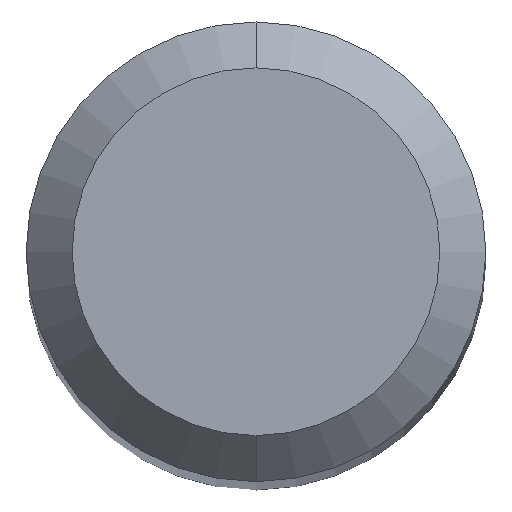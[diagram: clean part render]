
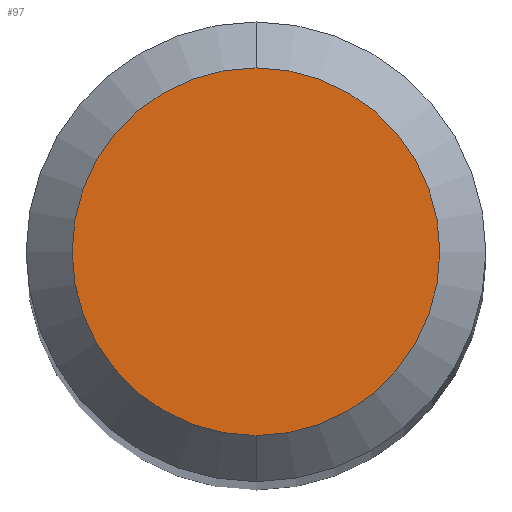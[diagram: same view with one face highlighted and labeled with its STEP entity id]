
A CAD part, top view. The second image highlights one B-rep face of the part: STEP entity #97.
In plain terms, the highlighted planar face has unit normal (0, 0, 1).
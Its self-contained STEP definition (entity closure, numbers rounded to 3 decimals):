
#97=ADVANCED_FACE('',(#259),#260,.T.);
#111=EDGE_CURVE('',#207,#225,#276,.T.);
#207=VERTEX_POINT('',#383);
#225=VERTEX_POINT('',#404);
#239=EDGE_CURVE('',#225,#207,#421,.T.);
#259=FACE_OUTER_BOUND('',#431,.T.);
#260=PLANE('',#432);
#276=CIRCLE('',#455,1.2);
#383=CARTESIAN_POINT('',(0.0,1.2,0.0));
#404=CARTESIAN_POINT('',(0.,-1.2,0.0));
#421=CIRCLE('',#640,1.2);
#431=EDGE_LOOP('',(#645,#646));
#432=AXIS2_PLACEMENT_3D('',#647,#648,#649);
#455=AXIS2_PLACEMENT_3D('',#674,#675,#676);
#640=AXIS2_PLACEMENT_3D('',#856,#857,#858);
#645=ORIENTED_EDGE('',*,*,#111,.F.);
#646=ORIENTED_EDGE('',*,*,#239,.F.);
#647=CARTESIAN_POINT('',(0.0,0.6,0.0));
#648=DIRECTION('',(-0.0,0.0,1.0));
#649=DIRECTION('',(0.0,-1.0,0.0));
#674=CARTESIAN_POINT('',(0.0,0.0,0.0));
#675=DIRECTION('',(0.0,0.0,-1.0));
#676=DIRECTION('',(0.0,1.0,0.0));
#856=CARTESIAN_POINT('',(0.0,0.0,0.0));
#857=DIRECTION('',(0.0,0.0,-1.0));
#858=DIRECTION('',(0.0,1.0,0.0));
